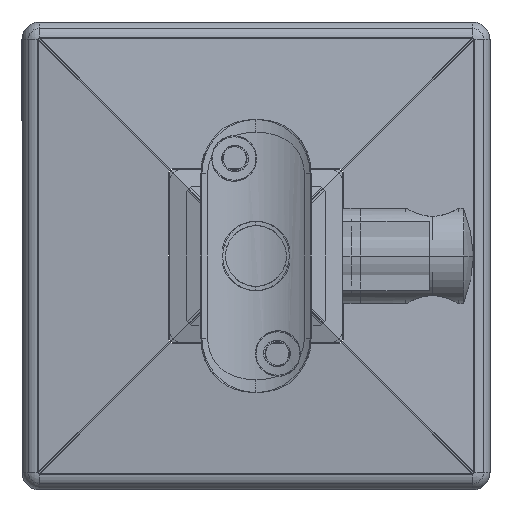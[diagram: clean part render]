
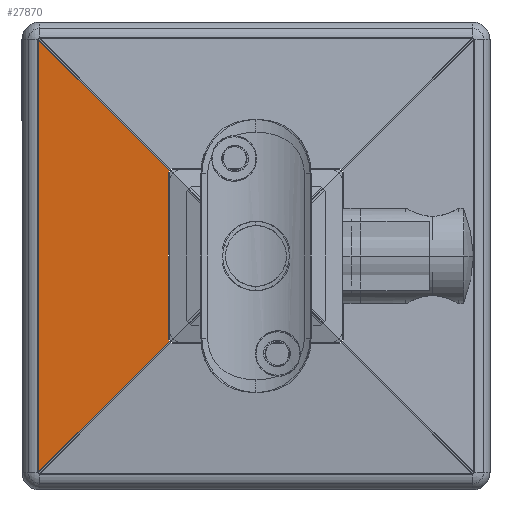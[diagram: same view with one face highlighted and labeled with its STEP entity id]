
A CAD part, front view. The second image highlights one B-rep face of the part: STEP entity #27870.
In plain terms, the highlighted face is planar.
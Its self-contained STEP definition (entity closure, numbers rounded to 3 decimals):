
#291 = CARTESIAN_POINT ( 'NONE',  ( 19.619, 19.973, 24.025 ) ) ;
#299 = VECTOR ( 'NONE', #25580, 1000. ) ;
#584 = VERTEX_POINT ( 'NONE', #13619 ) ;
#646 = DIRECTION ( 'NONE',  ( 0., -0.089, -0.996 ) ) ;
#1263 = ORIENTED_EDGE ( 'NONE', *, *, #16640, .T. ) ;
#2913 = LINE ( 'NONE', #18244, #17870 ) ;
#3494 = CARTESIAN_POINT ( 'NONE',  ( -18.75, 20.25, 24. ) ) ;
#3993 = DIRECTION ( 'NONE',  ( -1., 0., 0. ) ) ;
#5837 = EDGE_CURVE ( 'NONE', #24213, #24919, #13098, .T. ) ;
#5880 = LINE ( 'NONE', #18602, #299 ) ;
#5992 = EDGE_CURVE ( 'NONE', #584, #8070, #2913, .T. ) ;
#6363 = CARTESIAN_POINT ( 'NONE',  ( 19.619, 19.973, 24.025 ) ) ;
#7048 = EDGE_CURVE ( 'NONE', #18265, #28007, #5880, .T. ) ;
#8070 = VERTEX_POINT ( 'NONE', #3494 ) ;
#8340 = CARTESIAN_POINT ( 'NONE',  ( 54., 50.354, 21.324 ) ) ;
#9453 = DIRECTION ( 'NONE',  ( -1., 0., 0. ) ) ;
#10221 = CARTESIAN_POINT ( 'NONE',  ( -19.363, 20.155, 24.008 ) ) ;
#10276 = ORIENTED_EDGE ( 'NONE', *, *, #14257, .T. ) ;
#11153 = CARTESIAN_POINT ( 'NONE',  ( 19.363, 20.155, 24.008 ) ) ;
#11515 = DIRECTION ( 'NONE',  ( 0., 0.996, -0.089 ) ) ;
#11658 = PLANE ( 'NONE',  #22202 ) ;
#12162 = ORIENTED_EDGE ( 'NONE', *, *, #5837, .T. ) ;
#13098 = LINE ( 'NONE', #21782, #26697 ) ;
#13546 = EDGE_LOOP ( 'NONE', ( #28047, #1263, #16345, #23078, #12162, #10276 ) ) ;
#13619 = CARTESIAN_POINT ( 'NONE',  ( 18.75, 20.25, 24. ) ) ;
#14257 = EDGE_CURVE ( 'NONE', #24919, #8070, #15356, .T. ) ;
#15274 = LINE ( 'NONE', #8340, #24552 ) ;
#15356 =( BOUNDED_CURVE ( )  B_SPLINE_CURVE ( 3, ( #21209, #10221, #16852, #25718 ),
 .UNSPECIFIED., .F., .F. ) 
 B_SPLINE_CURVE_WITH_KNOTS ( ( 4, 4 ),
 ( 5.666, 6.283 ),
 .UNSPECIFIED. ) 
 CURVE ( )  GEOMETRIC_REPRESENTATION_ITEM ( )  RATIONAL_B_SPLINE_CURVE ( ( 1., 0.968, 0.968, 1. ) ) 
 REPRESENTATION_ITEM ( '' )  );
#15907 = CARTESIAN_POINT ( 'NONE',  ( 18.75, 20.25, 24. ) ) ;
#16135 = CARTESIAN_POINT ( 'NONE',  ( 54., 20.25, 24. ) ) ;
#16345 = ORIENTED_EDGE ( 'NONE', *, *, #7048, .T. ) ;
#16640 = EDGE_CURVE ( 'NONE', #584, #18265, #19988, .T. ) ;
#16852 = CARTESIAN_POINT ( 'NONE',  ( -19.064, 20.25, 24. ) ) ;
#17870 = VECTOR ( 'NONE', #9453, 1000. ) ;
#18070 = CARTESIAN_POINT ( 'NONE',  ( 19.064, 20.25, 24. ) ) ;
#18244 = CARTESIAN_POINT ( 'NONE',  ( 54., 20.25, 24. ) ) ;
#18265 = VERTEX_POINT ( 'NONE', #6363 ) ;
#18602 = CARTESIAN_POINT ( 'NONE',  ( 50.176, 50.531, 21.308 ) ) ;
#19584 = DIRECTION ( 'NONE',  ( 0.706, -0.706, 0.063 ) ) ;
#19988 =( BOUNDED_CURVE ( )  B_SPLINE_CURVE ( 3, ( #15907, #18070, #11153, #291 ),
 .UNSPECIFIED., .F., .F. ) 
 B_SPLINE_CURVE_WITH_KNOTS ( ( 4, 4 ),
 ( 3.142, 3.759 ),
 .UNSPECIFIED. ) 
 CURVE ( )  GEOMETRIC_REPRESENTATION_ITEM ( )  RATIONAL_B_SPLINE_CURVE ( ( 1., 0.968, 0.968, 1. ) ) 
 REPRESENTATION_ITEM ( '' )  );
#21209 = CARTESIAN_POINT ( 'NONE',  ( -19.619, 19.973, 24.025 ) ) ;
#21782 = CARTESIAN_POINT ( 'NONE',  ( -20.072, 20.426, 23.984 ) ) ;
#22202 = AXIS2_PLACEMENT_3D ( 'NONE', #16135, #646, #11515 ) ;
#22779 = CARTESIAN_POINT ( 'NONE',  ( -19.619, 19.973, 24.025 ) ) ;
#23078 = ORIENTED_EDGE ( 'NONE', *, *, #26520, .T. ) ;
#23229 = CARTESIAN_POINT ( 'NONE',  ( 50., 50.354, 21.324 ) ) ;
#23849 = CARTESIAN_POINT ( 'NONE',  ( -50., 50.354, 21.324 ) ) ;
#24127 = FACE_OUTER_BOUND ( 'NONE', #13546, .T. ) ;
#24213 = VERTEX_POINT ( 'NONE', #23849 ) ;
#24552 = VECTOR ( 'NONE', #3993, 1000. ) ;
#24919 = VERTEX_POINT ( 'NONE', #22779 ) ;
#25580 = DIRECTION ( 'NONE',  ( 0.706, 0.706, -0.063 ) ) ;
#25718 = CARTESIAN_POINT ( 'NONE',  ( -18.75, 20.25, 24. ) ) ;
#26520 = EDGE_CURVE ( 'NONE', #28007, #24213, #15274, .T. ) ;
#26697 = VECTOR ( 'NONE', #19584, 1000. ) ;
#27870 = ADVANCED_FACE ( 'NONE', ( #24127 ), #11658, .F. ) ;
#28007 = VERTEX_POINT ( 'NONE', #23229 ) ;
#28047 = ORIENTED_EDGE ( 'NONE', *, *, #5992, .F. ) ;
